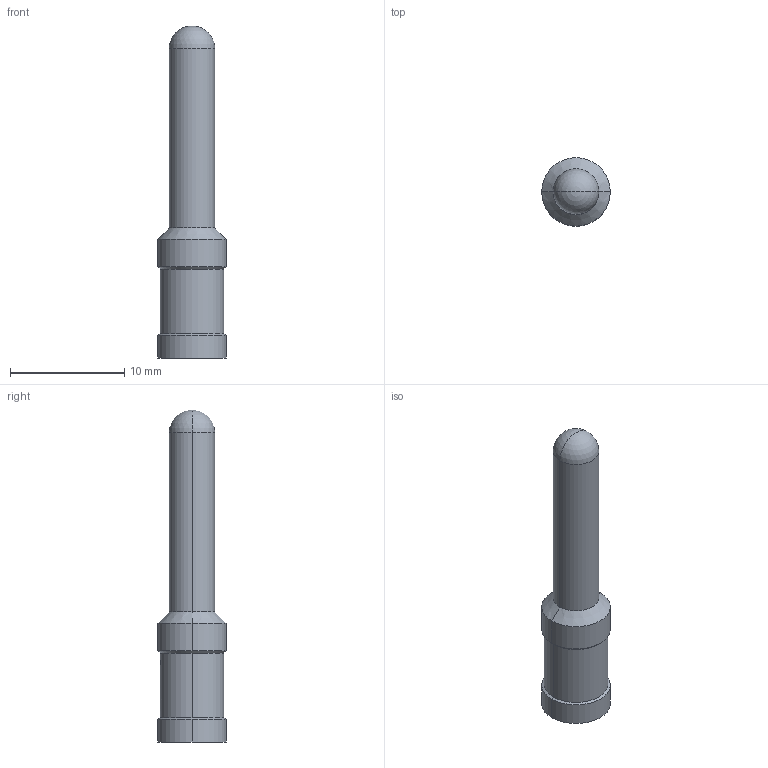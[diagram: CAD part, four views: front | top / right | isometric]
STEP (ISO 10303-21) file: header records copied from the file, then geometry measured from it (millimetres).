
FILE_DESCRIPTION(('Creo Elements/Direct Modeling STEP Export'),'2;1');
FILE_NAME('CXMA 10.stp','2012-07-25T 9:18:07',(''),(''),'Creo Elements/Direct Modeling STEP processor for AP214 (Solid Model)','Creo Elements/Direct Modeling 18.0B 02-Dec-2011 (C) Parametric Technology GmbH','');
FILE_SCHEMA(('AUTOMOTIVE_DESIGN { 1 0 10303 214 1 1 1 1 }'));
Length unit declared in the file: millimetre
Products named in the file (2): CXMA_10
Assembly tree (1 placements, depth 2):
  CXMA_10
    CXMA_10
Bounding box: 6 x 6 x 29.1 mm (x, y, z)
Volume: 359.3 mm3; surface area: 594.6 mm2
Topology: 1 solids, 1 shells, 25 faces, 54 edges, 28 vertices
Faces by surface type: cylinder 12, cone 10, sphere 2, plane 1
Entity records: 1069 total; most frequent: CARTESIAN_POINT 525, DIRECTION 106, ORIENTED_EDGE 100, EDGE_CURVE 50, AXIS2_PLACEMENT_3D 42, VERTEX_POINT 28, EDGE_LOOP 28, FACE_OUTER_BOUND 25
